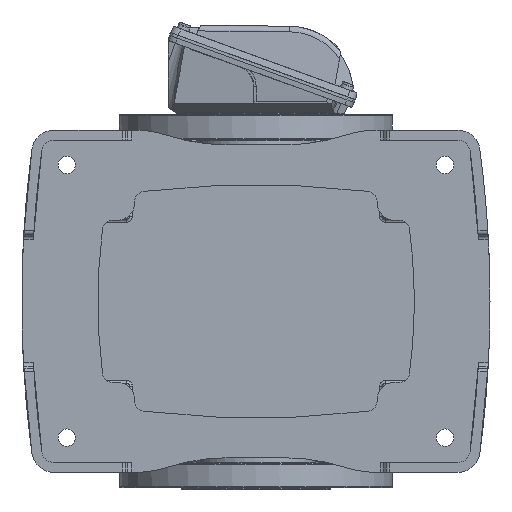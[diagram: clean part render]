
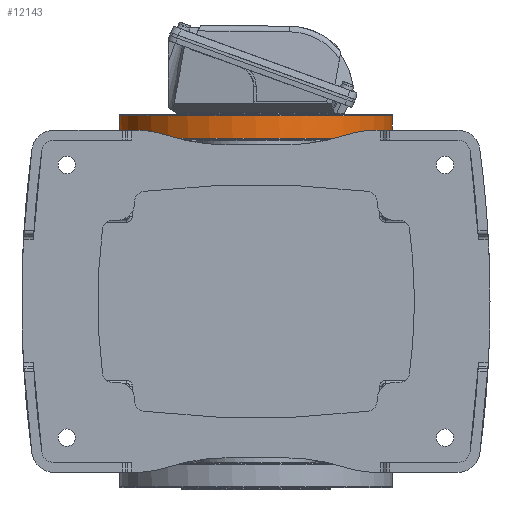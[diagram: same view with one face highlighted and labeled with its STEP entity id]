
A CAD part, front view. The second image highlights one B-rep face of the part: STEP entity #12143.
In plain terms, the highlighted cylindrical face has radius 137.5 mm (diameter 275 mm), a partial arc.
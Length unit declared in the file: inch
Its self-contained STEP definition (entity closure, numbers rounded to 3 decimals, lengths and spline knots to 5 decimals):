
#320 = DIRECTION ( 'NONE',  ( 0., -0.007, -1. ) ) ;
#2689 = CARTESIAN_POINT ( 'NONE',  ( -7.3622, 7.125, -5.41339 ) ) ;
#4853 = CIRCLE ( 'NONE', #154524, 5.41339 ) ;
#9694 = ORIENTED_EDGE ( 'NONE', *, *, #35685, .F. ) ;
#9719 = EDGE_CURVE ( 'NONE', #110110, #116371, #57179, .T. ) ;
#10272 = DIRECTION ( 'NONE',  ( 1., 0., 0. ) ) ;
#10513 = CARTESIAN_POINT ( 'NONE',  ( -6.45669, 7.08957, -5.41327 ) ) ;
#12143 = ADVANCED_FACE ( 'NONE', ( #108198 ), #74277, .T. ) ;
#24300 = EDGE_CURVE ( 'NONE', #149795, #110110, #93730, .T. ) ;
#26334 = CARTESIAN_POINT ( 'NONE',  ( -6.45669, 7.125, 0. ) ) ;
#29787 = DIRECTION ( 'NONE',  ( 1., 0., 0. ) ) ;
#32176 = AXIS2_PLACEMENT_3D ( 'NONE', #97448, #29787, #58647 ) ;
#34372 = AXIS2_PLACEMENT_3D ( 'NONE', #109080, #149589, #96453 ) ;
#35685 = EDGE_CURVE ( 'NONE', #121782, #145019, #58492, .T. ) ;
#40940 = ORIENTED_EDGE ( 'NONE', *, *, #24300, .T. ) ;
#41858 = CARTESIAN_POINT ( 'NONE',  ( -7.40157, 7.125, -5.41339 ) ) ;
#44892 = ORIENTED_EDGE ( 'NONE', *, *, #9719, .T. ) ;
#46759 = EDGE_CURVE ( 'NONE', #145019, #116371, #4853, .T. ) ;
#54298 = DIRECTION ( 'NONE',  ( 1., 0., 0. ) ) ;
#57179 = LINE ( 'NONE', #41858, #160693 ) ;
#58492 = CIRCLE ( 'NONE', #81514, 5.41339 ) ;
#58647 = DIRECTION ( 'NONE',  ( 0., 0., -1. ) ) ;
#63558 = CARTESIAN_POINT ( 'NONE',  ( -7.3622, 7.125, 0. ) ) ;
#66920 = EDGE_CURVE ( 'NONE', #158402, #121782, #147440, .T. ) ;
#72482 = DIRECTION ( 'NONE',  ( 1., 0., 0. ) ) ;
#74277 = CYLINDRICAL_SURFACE ( 'NONE', #34372, 5.41339 ) ;
#77955 = CARTESIAN_POINT ( 'NONE',  ( -7.3622, 7.125, 5.41339 ) ) ;
#81510 = DIRECTION ( 'NONE',  ( 1., 0., 0. ) ) ;
#81514 = AXIS2_PLACEMENT_3D ( 'NONE', #26334, #54298, #139860 ) ;
#93267 = CARTESIAN_POINT ( 'NONE',  ( -6.45669, 7.125, 0. ) ) ;
#93730 = CIRCLE ( 'NONE', #122510, 5.41339 ) ;
#95486 = VECTOR ( 'NONE', #173614, 39.37008 ) ;
#96453 = DIRECTION ( 'NONE',  ( 0., 0., -1. ) ) ;
#96677 = EDGE_LOOP ( 'NONE', ( #117766, #142360, #40940, #44892, #141443, #9694 ) ) ;
#97448 = CARTESIAN_POINT ( 'NONE',  ( -7.3622, 7.125, 0. ) ) ;
#108198 = FACE_OUTER_BOUND ( 'NONE', #96677, .T. ) ;
#109080 = CARTESIAN_POINT ( 'NONE',  ( -7.40157, 7.125, 0. ) ) ;
#110110 = VERTEX_POINT ( 'NONE', #2689 ) ;
#116371 = VERTEX_POINT ( 'NONE', #140881 ) ;
#117766 = ORIENTED_EDGE ( 'NONE', *, *, #66920, .F. ) ;
#119645 = EDGE_CURVE ( 'NONE', #158402, #149795, #121429, .T. ) ;
#121429 = CIRCLE ( 'NONE', #32176, 5.41339 ) ;
#121782 = VERTEX_POINT ( 'NONE', #134300 ) ;
#122510 = AXIS2_PLACEMENT_3D ( 'NONE', #63558, #10272, #147319 ) ;
#133904 = CARTESIAN_POINT ( 'NONE',  ( -7.40157, 7.125, 5.41339 ) ) ;
#134300 = CARTESIAN_POINT ( 'NONE',  ( -6.45669, 7.125, 5.41339 ) ) ;
#139860 = DIRECTION ( 'NONE',  ( 0., -0.007, -1. ) ) ;
#140881 = CARTESIAN_POINT ( 'NONE',  ( -6.45669, 7.125, -5.41339 ) ) ;
#141443 = ORIENTED_EDGE ( 'NONE', *, *, #46759, .F. ) ;
#142360 = ORIENTED_EDGE ( 'NONE', *, *, #119645, .T. ) ;
#145019 = VERTEX_POINT ( 'NONE', #10513 ) ;
#147319 = DIRECTION ( 'NONE',  ( 0., 0., -1. ) ) ;
#147440 = LINE ( 'NONE', #133904, #95486 ) ;
#149589 = DIRECTION ( 'NONE',  ( 1., 0., 0. ) ) ;
#149795 = VERTEX_POINT ( 'NONE', #154116 ) ;
#154116 = CARTESIAN_POINT ( 'NONE',  ( -7.3622, 7.07467, 5.41315 ) ) ;
#154524 = AXIS2_PLACEMENT_3D ( 'NONE', #93267, #81510, #320 ) ;
#158402 = VERTEX_POINT ( 'NONE', #77955 ) ;
#160693 = VECTOR ( 'NONE', #72482, 39.37008 ) ;
#173614 = DIRECTION ( 'NONE',  ( 1., 0., 0. ) ) ;
